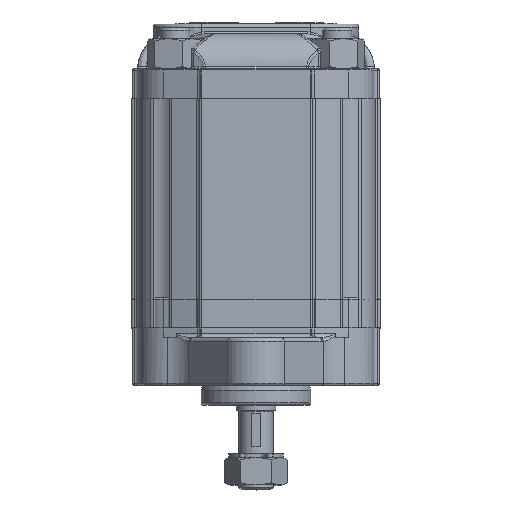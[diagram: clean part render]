
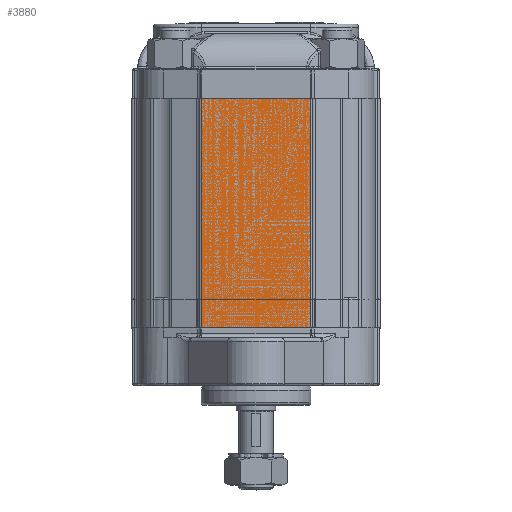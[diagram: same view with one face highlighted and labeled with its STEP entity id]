
A CAD part, top view. The second image highlights one B-rep face of the part: STEP entity #3880.
In plain terms, the highlighted face is planar.
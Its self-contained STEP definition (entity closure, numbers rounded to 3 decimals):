
#3880 = ADVANCED_FACE( '', ( #8360 ), #8361, .T. );
#8360 = FACE_OUTER_BOUND( '', #15669, .T. );
#8361 = PLANE( '', #15670 );
#15669 = EDGE_LOOP( '', ( #28130, #28131, #28132, #28133 ) );
#15670 = AXIS2_PLACEMENT_3D( '', #28134, #28135, #28136 );
#28130 = ORIENTED_EDGE( '', *, *, #36617, .F. );
#28131 = ORIENTED_EDGE( '', *, *, #36939, .F. );
#28132 = ORIENTED_EDGE( '', *, *, #32186, .T. );
#28133 = ORIENTED_EDGE( '', *, *, #34097, .T. );
#28134 = CARTESIAN_POINT( '', ( -10.923, 46., -27. ) );
#28135 = DIRECTION( '', ( 0., 0., -1. ) );
#28136 = DIRECTION( '', ( -1., 0., 0. ) );
#32186 = EDGE_CURVE( '', #38055, #38053, #38056, .T. );
#34097 = EDGE_CURVE( '', #38053, #41240, #41243, .T. );
#36617 = EDGE_CURVE( '', #44715, #41240, #44717, .T. );
#36939 = EDGE_CURVE( '', #38055, #44715, #45047, .T. );
#38053 = VERTEX_POINT( '', #46508 );
#38055 = VERTEX_POINT( '', #46510 );
#38056 = LINE( '', #46511, #46512 );
#41240 = VERTEX_POINT( '', #52962 );
#41243 = LINE( '', #52965, #52966 );
#44715 = VERTEX_POINT( '', #60405 );
#44717 = LINE( '', #60407, #60408 );
#45047 = LINE( '', #61020, #61021 );
#46508 = CARTESIAN_POINT( '', ( 10.923, 46., -27. ) );
#46510 = CARTESIAN_POINT( '', ( -10.923, 46., -27. ) );
#46511 = CARTESIAN_POINT( '', ( -10.923, 46., -27. ) );
#46512 = VECTOR( '', #62501, 1000. );
#52962 = CARTESIAN_POINT( '', ( 10.923, 0., -27. ) );
#52965 = CARTESIAN_POINT( '', ( 10.923, 46., -27. ) );
#52966 = VECTOR( '', #64793, 1000. );
#60405 = CARTESIAN_POINT( '', ( -10.923, 0., -27. ) );
#60407 = CARTESIAN_POINT( '', ( -10.923, 0., -27. ) );
#60408 = VECTOR( '', #67599, 1000. );
#61020 = CARTESIAN_POINT( '', ( -10.923, 46., -27. ) );
#61021 = VECTOR( '', #67855, 1000. );
#62501 = DIRECTION( '', ( 1., 0., 0. ) );
#64793 = DIRECTION( '', ( 0., -1., 0. ) );
#67599 = DIRECTION( '', ( 1., 0., 0. ) );
#67855 = DIRECTION( '', ( 0., -1., 0. ) );
